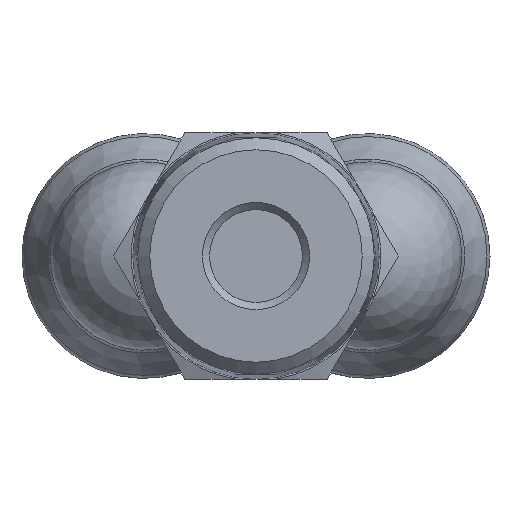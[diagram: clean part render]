
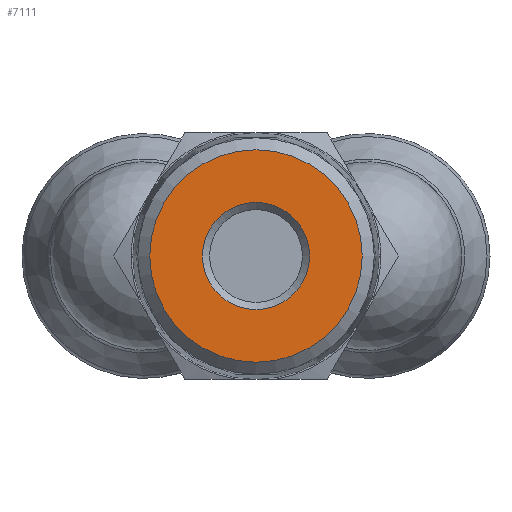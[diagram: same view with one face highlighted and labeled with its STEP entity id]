
A CAD part, front view. The second image highlights one B-rep face of the part: STEP entity #7111.
In plain terms, the highlighted face is planar.
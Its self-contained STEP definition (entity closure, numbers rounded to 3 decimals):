
#7080=CARTESIAN_POINT('',(-33.1,0.,-3.7));
#7081=VERTEX_POINT('',#7080);
#7082=CARTESIAN_POINT('',(-33.1,0.,0.0));
#7083=DIRECTION('',(-1.0,0.0,0.0));
#7084=DIRECTION('',(0.0,0.0,1.0));
#7085=AXIS2_PLACEMENT_3D('',#7082,#7083,#7084);
#7086=CIRCLE('',#7085,3.7);
#7087=EDGE_CURVE('',#7081,#7081,#7086,.T.);
#7092=CARTESIAN_POINT('',(-33.1,4.066,0.0));
#7093=DIRECTION('',(-1.0,0.0,0.0));
#7094=DIRECTION('',(0.0,0.0,1.0));
#7095=AXIS2_PLACEMENT_3D('',#7092,#7093,#7094);
#7096=PLANE('',#7095);
#7097=CARTESIAN_POINT('',(-33.1,7.332,0.));
#7098=VERTEX_POINT('',#7097);
#7099=CARTESIAN_POINT('',(-33.1,0.,0.0));
#7100=DIRECTION('',(1.0,0.0,0.0));
#7101=DIRECTION('',(0.0,-1.0,0.0));
#7102=AXIS2_PLACEMENT_3D('',#7099,#7100,#7101);
#7103=CIRCLE('',#7102,7.333);
#7104=EDGE_CURVE('',#7098,#7098,#7103,.T.);
#7105=ORIENTED_EDGE('',*,*,#7104,.F.);
#7106=EDGE_LOOP('',(#7105));
#7107=FACE_OUTER_BOUND('',#7106,.T.);
#7108=ORIENTED_EDGE('',*,*,#7087,.F.);
#7109=EDGE_LOOP('',(#7108));
#7110=FACE_BOUND('',#7109,.T.);
#7111=ADVANCED_FACE('',(#7107,#7110),#7096,.T.);
